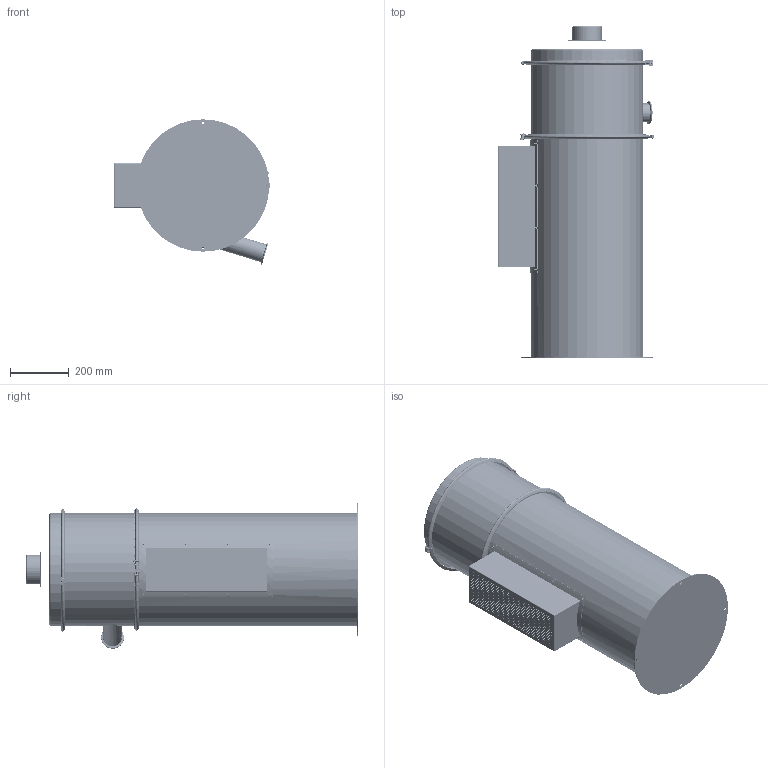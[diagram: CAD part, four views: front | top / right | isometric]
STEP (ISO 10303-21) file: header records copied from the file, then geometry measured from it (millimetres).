
FILE_DESCRIPTION(/* description */ (''),/* implementation_level */ '2;1');
FILE_NAME(/* name */ 'tm38tc0sbr2.stp',/* time_stamp */ '2022-04-21T16:21:09+02:00',/* author */ ('enginyeria'),/* organization */ (''),/* preprocessor_version */ 'ST-DEVELOPER v17.2',/* originating_system */ 'Autodesk Inventor 2019',/* authorisation */ '');
FILE_SCHEMA (('AUTOMOTIVE_DESIGN { 1 0 10303 214 3 1 1 }'));
Products named in the file (1): Pieza53
Bounding box: 529.82 x 1128.5 x 494.23 mm (x, y, z)
Volume: 130254263.1 mm3; surface area: 2131347.1 mm2
Topology: 15 solids, 15 shells, 1980 faces, 3774 edges, 2537 vertices
Faces by surface type: plane 936, cylinder 856, cone 127, torus 29, sphere 20, bspline 12
Full cylindrical faces by diameter (mm): 3 x14, 3.5 x4, 4 x20, 4.5 x2, 6 x683, 10 x4, 12 x2, 60 x1, 60.5 x1, 63 x1, 63.5 x1, 77.5 x1, 84.926 x1, 100 x1, 381.773 x1, 383 x4, 403 x4, 450 x1
Entity records: 54301 total; most frequent: CARTESIAN_POINT 11994, DIRECTION 9633, ORIENTED_EDGE 7524, AXIS2_PLACEMENT_3D 4129, EDGE_CURVE 3762, EDGE_LOOP 2765, VERTEX_POINT 2537, CIRCLE 2121
